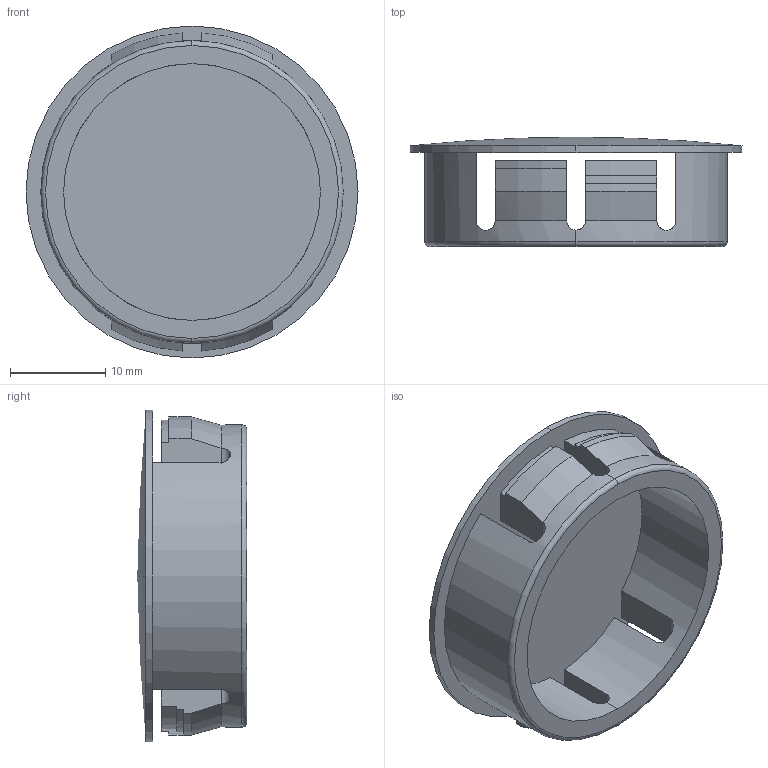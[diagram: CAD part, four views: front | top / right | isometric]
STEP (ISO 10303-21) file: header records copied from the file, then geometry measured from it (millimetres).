
FILE_DESCRIPTION (( 'STEP AP203' ), '1' );
FILE_NAME ('sone3D.STEP', '2013-10-08T09:03:18', ( '' ), ( '' ), 'SwSTEP 2.0', 'SolidWorks 2012', '' );
FILE_SCHEMA (( 'CONFIG_CONTROL_DESIGN' ));
Length unit declared in the file: millimetre
Products named in the file (1): sone3D
Bounding box: 34.9 x 11.5 x 34.9 mm (x, y, z)
Volume: 3043.5 mm3; surface area: 4044.6 mm2
Topology: 1 solids, 1 shells, 54 faces, 150 edges, 97 vertices
Faces by surface type: plane 24, cylinder 22, cone 4, torus 2, sphere 2
Entity records: 2005 total; most frequent: CARTESIAN_POINT 540, ORIENTED_EDGE 300, DIRECTION 284, EDGE_CURVE 150, AXIS2_PLACEMENT_3D 103, VERTEX_POINT 97, LINE 78, VECTOR 78
